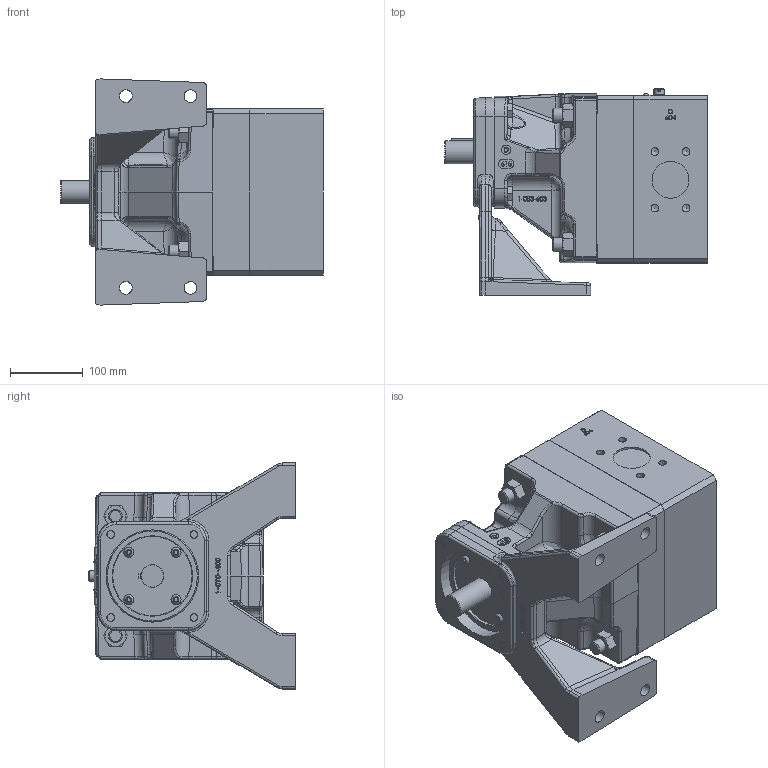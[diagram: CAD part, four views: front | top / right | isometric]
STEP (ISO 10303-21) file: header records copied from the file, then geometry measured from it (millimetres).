
FILE_DESCRIPTION (( 'STEP AP214' ), '1' );
FILE_NAME ('GPV-1420-031-U.STEP', '2016-09-27T18:18:47', ( '' ), ( '' ), 'SwSTEP 2.0', 'SolidWorks 2015', '' );
FILE_SCHEMA (( 'AUTOMOTIVE_DESIGN' ));
Length unit declared in the file: inch
Products named in the file (1): GPV-1420-031-U
Bounding box: 361.86 x 284.61 x 311.33 mm (x, y, z)
Volume: 13290595.6 mm3; surface area: 649760.1 mm2
Topology: 1 solids, 1 shells, 2068 faces, 5156 edges, 3304 vertices
Faces by surface type: plane 1286, bspline 434, cylinder 239, cone 83, sphere 26
Full cylindrical faces by diameter (mm): 3.175 x2, 10.716 x12, 11.146 x6, 12.7 x2, 13.894 x4, 14.288 x1, 17.526 x4, 19.05 x8, 20.65 x4, 21.438 x4, 31.737 x1, 50.8 x2, 109.22 x1, 126.975 x1, 127.089 x1, 190.5 x2
Entity records: 172464 total; most frequent: CARTESIAN_POINT 108915, ORIENTED_EDGE 9902, DIRECTION 7690, EDGE_CURVE 4951, VECTOR 3434, LINE 3434, VERTEX_POINT 3261, EDGE_LOOP 2476
